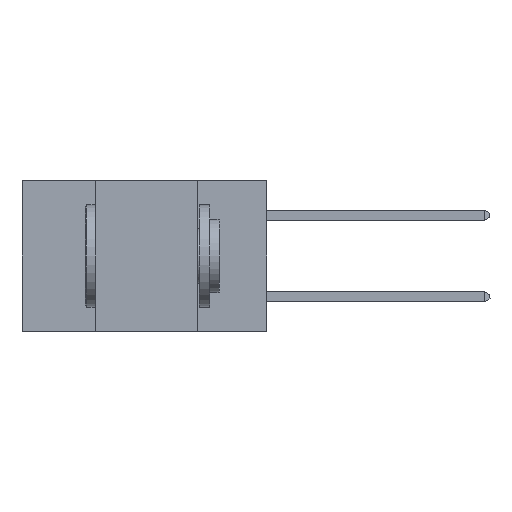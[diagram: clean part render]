
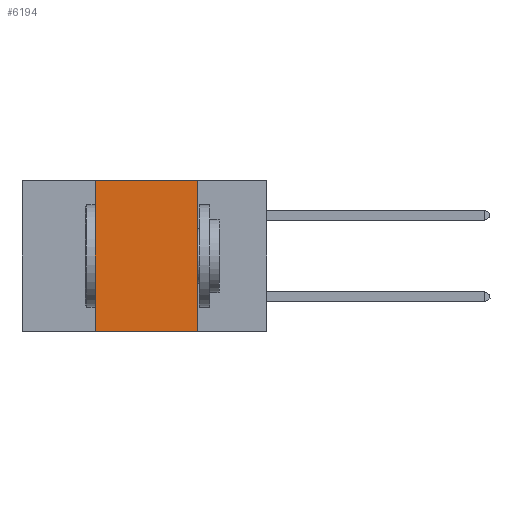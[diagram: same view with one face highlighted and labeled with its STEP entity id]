
A CAD part, left-side view. The second image highlights one B-rep face of the part: STEP entity #6194.
In plain terms, the highlighted planar face has unit normal (-1, 0, 0).
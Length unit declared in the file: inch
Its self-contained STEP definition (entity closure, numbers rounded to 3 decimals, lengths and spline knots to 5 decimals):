
#709 = VECTOR ( 'NONE', #7445, 39.37008 ) ;
#1226 = LINE ( 'NONE', #6206, #5384 ) ;
#1578 = CARTESIAN_POINT ( 'NONE',  ( 0., 0.17, 0. ) ) ;
#1760 = CARTESIAN_POINT ( 'NONE',  ( 0., 0.17, -0.37 ) ) ;
#1811 = CARTESIAN_POINT ( 'NONE',  ( 0., 0.6, 0. ) ) ;
#2007 = CARTESIAN_POINT ( 'NONE',  ( 0., 0.17, 0. ) ) ;
#2123 = LINE ( 'NONE', #1578, #709 ) ;
#2156 = VECTOR ( 'NONE', #11488, 39.37008 ) ;
#2676 = VECTOR ( 'NONE', #6188, 39.37008 ) ;
#2726 = CARTESIAN_POINT ( 'NONE',  ( 0., 0.6, 0. ) ) ;
#2748 = VERTEX_POINT ( 'NONE', #2936 ) ;
#2936 = CARTESIAN_POINT ( 'NONE',  ( 0., 0.42, 0. ) ) ;
#4248 = EDGE_LOOP ( 'NONE', ( #9700, #5928, #12437, #7555 ) ) ;
#4334 = AXIS2_PLACEMENT_3D ( 'NONE', #2726, #14290, #14450 ) ;
#5384 = VECTOR ( 'NONE', #14302, 39.37008 ) ;
#5803 = CARTESIAN_POINT ( 'NONE',  ( 0., 0.42, -0.37 ) ) ;
#5928 = ORIENTED_EDGE ( 'NONE', *, *, #11058, .F. ) ;
#6132 = LINE ( 'NONE', #12734, #2156 ) ;
#6188 = DIRECTION ( 'NONE',  ( 0., -1., 0. ) ) ;
#6194 = ADVANCED_FACE ( 'NONE', ( #13076 ), #13050, .F. ) ;
#6206 = CARTESIAN_POINT ( 'NONE',  ( 0., 0.42, 0. ) ) ;
#7445 = DIRECTION ( 'NONE',  ( 0., 0., -1. ) ) ;
#7555 = ORIENTED_EDGE ( 'NONE', *, *, #9180, .T. ) ;
#7743 = LINE ( 'NONE', #1811, #2676 ) ;
#9180 = EDGE_CURVE ( 'NONE', #12430, #13008, #6132, .T. ) ;
#9700 = ORIENTED_EDGE ( 'NONE', *, *, #11864, .F. ) ;
#10332 = VERTEX_POINT ( 'NONE', #2007 ) ;
#11058 = EDGE_CURVE ( 'NONE', #2748, #10332, #7743, .T. ) ;
#11488 = DIRECTION ( 'NONE',  ( 0., -1., 0. ) ) ;
#11864 = EDGE_CURVE ( 'NONE', #10332, #13008, #2123, .T. ) ;
#12136 = EDGE_CURVE ( 'NONE', #12430, #2748, #1226, .T. ) ;
#12430 = VERTEX_POINT ( 'NONE', #5803 ) ;
#12437 = ORIENTED_EDGE ( 'NONE', *, *, #12136, .F. ) ;
#12734 = CARTESIAN_POINT ( 'NONE',  ( 0., 0.6, -0.37 ) ) ;
#13008 = VERTEX_POINT ( 'NONE', #1760 ) ;
#13050 = PLANE ( 'NONE',  #4334 ) ;
#13076 = FACE_OUTER_BOUND ( 'NONE', #4248, .T. ) ;
#14290 = DIRECTION ( 'NONE',  ( 1., 0., 0. ) ) ;
#14302 = DIRECTION ( 'NONE',  ( 0., 0., 1. ) ) ;
#14450 = DIRECTION ( 'NONE',  ( 0., 0., -1. ) ) ;
